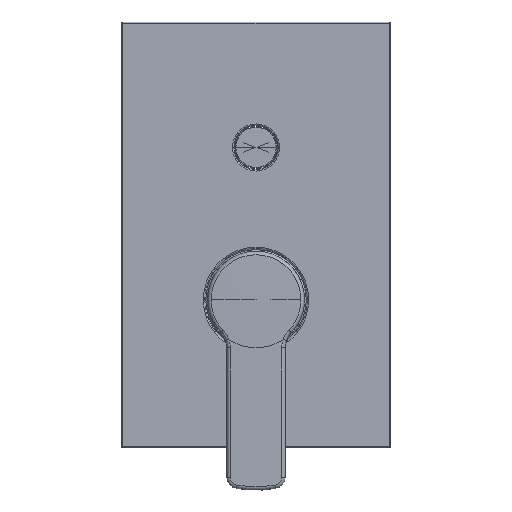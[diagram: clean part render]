
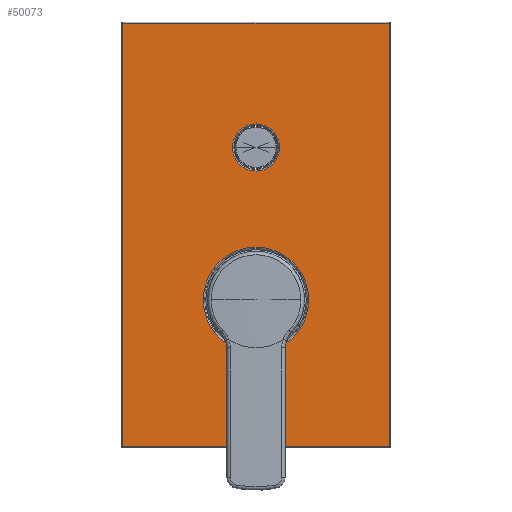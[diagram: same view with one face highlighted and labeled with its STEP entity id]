
A CAD part, top view. The second image highlights one B-rep face of the part: STEP entity #50073.
In plain terms, the highlighted planar face has unit normal (0, 0, 1).
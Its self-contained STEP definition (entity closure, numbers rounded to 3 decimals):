
#48859=DIRECTION('',(-1.,0.,0.));
#48860=VECTOR('',#48859,119.);
#48861=CARTESIAN_POINT('',(59.5,123.5,52.7));
#48862=LINE('',#48861,#48860);
#48863=DIRECTION('',(0.,1.,0.));
#48864=VECTOR('',#48863,189.);
#48865=CARTESIAN_POINT('',(59.5,-65.5,52.7));
#48866=LINE('',#48865,#48864);
#48867=DIRECTION('',(1.,0.,0.));
#48868=VECTOR('',#48867,119.);
#48869=CARTESIAN_POINT('',(-59.5,-65.5,52.7));
#48870=LINE('',#48869,#48868);
#48871=DIRECTION('',(0.,-1.,0.));
#48872=VECTOR('',#48871,189.);
#48873=CARTESIAN_POINT('',(-59.5,123.5,52.7));
#48874=LINE('',#48873,#48872);
#48875=CARTESIAN_POINT('',(0.,0.,52.7));
#48876=DIRECTION('',(0.,0.,-1.));
#48877=DIRECTION('',(1.,0.,0.));
#48878=AXIS2_PLACEMENT_3D('',#48875,#48876,#48877);
#48880=CARTESIAN_POINT('',(0.,0.,52.7));
#48881=DIRECTION('',(0.,0.,-1.));
#48882=DIRECTION('',(-1.,0.,0.));
#48883=AXIS2_PLACEMENT_3D('',#48880,#48881,#48882);
#48885=CARTESIAN_POINT('',(0.,68.,52.7));
#48886=DIRECTION('',(0.,0.,-1.));
#48887=DIRECTION('',(-1.,0.,0.));
#48888=AXIS2_PLACEMENT_3D('',#48885,#48886,#48887);
#48890=CARTESIAN_POINT('',(0.,68.,52.7));
#48891=DIRECTION('',(0.,0.,-1.));
#48892=DIRECTION('',(1.,0.,0.));
#48893=AXIS2_PLACEMENT_3D('',#48890,#48891,#48892);
#49690=CARTESIAN_POINT('',(59.5,123.5,52.7));
#49691=CARTESIAN_POINT('',(-59.5,123.5,52.7));
#49692=VERTEX_POINT('',#49690);
#49693=VERTEX_POINT('',#49691);
#49698=CARTESIAN_POINT('',(-59.5,-65.5,52.7));
#49699=VERTEX_POINT('',#49698);
#49704=CARTESIAN_POINT('',(59.5,-65.5,52.7));
#49705=VERTEX_POINT('',#49704);
#49710=CARTESIAN_POINT('',(23.5,0.,52.7));
#49711=CARTESIAN_POINT('',(-23.5,0.,52.7));
#49712=VERTEX_POINT('',#49710);
#49713=VERTEX_POINT('',#49711);
#49718=CARTESIAN_POINT('',(-10.5,68.,52.7));
#49719=CARTESIAN_POINT('',(10.5,68.,52.7));
#49720=VERTEX_POINT('',#49718);
#49721=VERTEX_POINT('',#49719);
#50047=CARTESIAN_POINT('',(0.,29.,52.7));
#50048=DIRECTION('',(0.,0.,1.));
#50049=DIRECTION('',(1.,0.,0.));
#50050=AXIS2_PLACEMENT_3D('',#50047,#50048,#50049);
#50051=PLANE('',#50050);
#50053=ORIENTED_EDGE('',*,*,#50052,.F.);
#50055=ORIENTED_EDGE('',*,*,#50054,.F.);
#50057=ORIENTED_EDGE('',*,*,#50056,.F.);
#50059=ORIENTED_EDGE('',*,*,#50058,.F.);
#50060=EDGE_LOOP('',(#50053,#50055,#50057,#50059));
#50061=FACE_OUTER_BOUND('',#50060,.F.);
#50063=ORIENTED_EDGE('',*,*,#50062,.F.);
#50065=ORIENTED_EDGE('',*,*,#50064,.F.);
#50066=EDGE_LOOP('',(#50063,#50065));
#50067=FACE_BOUND('',#50066,.F.);
#50069=ORIENTED_EDGE('',*,*,#50068,.F.);
#50070=ORIENTED_EDGE('',*,*,#50030,.F.);
#50071=EDGE_LOOP('',(#50069,#50070));
#50072=FACE_BOUND('',#50071,.F.);
#50073=ADVANCED_FACE('',(#50061,#50067,#50072),#50051,.T.);
#48879=CIRCLE('',#48878,23.5);
#48884=CIRCLE('',#48883,23.5);
#48889=CIRCLE('',#48888,10.5);
#48894=CIRCLE('',#48893,10.5);
#50030=EDGE_CURVE('',#49721,#49720,#48894,.T.);
#50052=EDGE_CURVE('',#49692,#49693,#48862,.T.);
#50054=EDGE_CURVE('',#49705,#49692,#48866,.T.);
#50056=EDGE_CURVE('',#49699,#49705,#48870,.T.);
#50058=EDGE_CURVE('',#49693,#49699,#48874,.T.);
#50062=EDGE_CURVE('',#49712,#49713,#48879,.T.);
#50064=EDGE_CURVE('',#49713,#49712,#48884,.T.);
#50068=EDGE_CURVE('',#49720,#49721,#48889,.T.);
